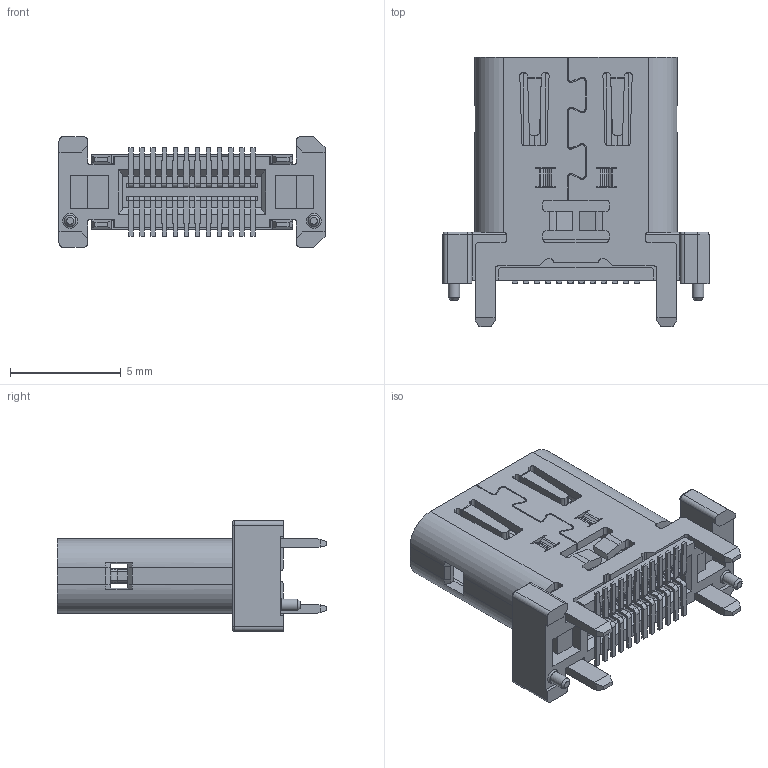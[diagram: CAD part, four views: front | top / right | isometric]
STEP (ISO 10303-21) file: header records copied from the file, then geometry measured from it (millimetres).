
FILE_DESCRIPTION(/* description */ ('STEP AP214'),/* implementation_level */ '2;1');
FILE_NAME(/* name */ '6151eb4f8566920d447b3159',/* time_stamp */ '2021-09-27T16:03:30+00:00',/* author */ (''),/* organization */ (''),/* preprocessor_version */ 'ST-DEVELOPER v18.1',/* originating_system */ ' ',/* authorisation */ ' ');
FILE_SCHEMA (('AUTOMOTIVE_DESIGN {1 0 10303 214 3 1 1}'));
Length unit declared in the file: metre
Products named in the file (52): DX07S024WJ3R400
Bounding box: 12 x 12.15 x 5 mm (x, y, z)
Volume: 219.3 mm3; surface area: 895.8 mm2
Topology: 52 solids, 52 shells, 1245 faces, 3331 edges, 2184 vertices
Faces by surface type: plane 923, cylinder 284, cone 26, torus 12
Full cylindrical faces by diameter (mm): 0.52 x2
Entity records: 39438 total; most frequent: CARTESIAN_POINT 6946, ORIENTED_EDGE 6646, DIRECTION 6459, EDGE_CURVE 3323, LINE 2685, VECTOR 2685, VERTEX_POINT 2182, AXIS2_PLACEMENT_3D 1887
